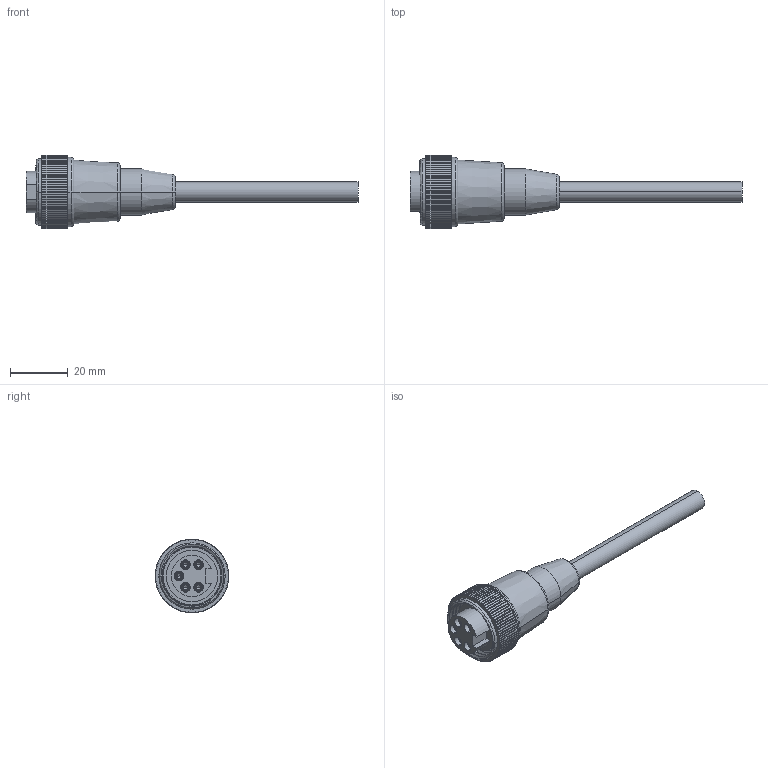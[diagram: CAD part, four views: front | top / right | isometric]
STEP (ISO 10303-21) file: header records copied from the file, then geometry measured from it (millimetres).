
FILE_DESCRIPTION((''),'2;1');
FILE_NAME('223546_ASM','2021-05-18T11:46:00',('PDMAdmin'),('BANNER ENGINEERING'),'CREO PARAMETRIC BY PTC INC, 2019292','CREO PARAMETRIC BY PTC INC, 2019292','');
FILE_SCHEMA(('CONFIG_CONTROL_DESIGN'));
Products named in the file (11): 135595; 137856; 137857; 217675; 141546_TAMPERED; 141547; 137855_ASM; 153386_ASM; 301-00209_AF0; 153895_AF0_ASM; 223546_ASM
Assembly tree (14 placements, depth 5):
  223546_ASM
    153895_AF0_ASM
      153386_ASM
        135595
        137856
        137857
        217675
        137855_ASM  x5
          141546_TAMPERED
          141547
      301-00209_AF0
Bounding box: 115.3 x 25.5 x 25.5 mm (x, y, z)
Volume: 15767.7 mm3; surface area: 13236.6 mm2
Topology: 15 solids, 25 shells, 714 faces, 1764 edges, 1134 vertices
Faces by surface type: plane 319, cylinder 271, cone 68, bspline 36, torus 20
Entity records: 18146 total; most frequent: CARTESIAN_POINT 5230, DIRECTION 2722, ORIENTED_EDGE 2624, EDGE_CURVE 1312, AXIS2_PLACEMENT_3D 952, VERTEX_POINT 862, VECTOR 818, LINE 818
